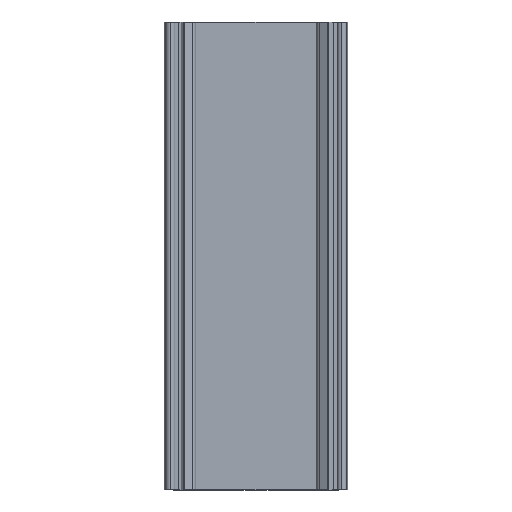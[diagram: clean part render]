
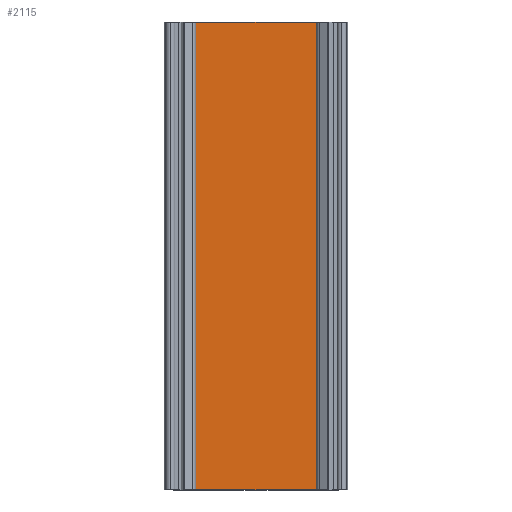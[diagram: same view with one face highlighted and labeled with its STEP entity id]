
A CAD part, top view. The second image highlights one B-rep face of the part: STEP entity #2115.
In plain terms, the highlighted planar face has unit normal (0, 0, 1).
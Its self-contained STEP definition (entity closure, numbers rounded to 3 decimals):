
#20 = DIRECTION ( 'NONE',  ( 1., 0., 0. ) ) ;
#113 = EDGE_CURVE ( 'NONE', #1228, #893, #1020, .T. ) ;
#131 = EDGE_CURVE ( 'NONE', #893, #420, #1692, .T. ) ;
#192 = VECTOR ( 'NONE', #1643, 1000. ) ;
#196 = EDGE_LOOP ( 'NONE', ( #926, #347, #1097, #2279 ) ) ;
#262 = CARTESIAN_POINT ( 'NONE',  ( -27.948, 0., 2.5 ) ) ;
#286 = VERTEX_POINT ( 'NONE', #1482 ) ;
#319 = FACE_OUTER_BOUND ( 'NONE', #196, .T. ) ;
#347 = ORIENTED_EDGE ( 'NONE', *, *, #976, .T. ) ;
#350 = CARTESIAN_POINT ( 'NONE',  ( 27.948, 0., 2.5 ) ) ;
#420 = VERTEX_POINT ( 'NONE', #2395 ) ;
#426 = CARTESIAN_POINT ( 'NONE',  ( -27.948, 0., 2.5 ) ) ;
#455 = AXIS2_PLACEMENT_3D ( 'NONE', #490, #505, #2272 ) ;
#490 = CARTESIAN_POINT ( 'NONE',  ( -27.948, 0., 2.5 ) ) ;
#505 = DIRECTION ( 'NONE',  ( 0., 0., 1. ) ) ;
#514 = VECTOR ( 'NONE', #20, 1000. ) ;
#653 = CARTESIAN_POINT ( 'NONE',  ( -27.948, 200., 2.5 ) ) ;
#764 = LINE ( 'NONE', #350, #2130 ) ;
#819 = LINE ( 'NONE', #426, #514 ) ;
#843 = DIRECTION ( 'NONE',  ( 0., -1., 0. ) ) ;
#881 = PLANE ( 'NONE',  #455 ) ;
#893 = VERTEX_POINT ( 'NONE', #1741 ) ;
#926 = ORIENTED_EDGE ( 'NONE', *, *, #2464, .T. ) ;
#976 = EDGE_CURVE ( 'NONE', #286, #1228, #764, .T. ) ;
#1020 = LINE ( 'NONE', #653, #192 ) ;
#1097 = ORIENTED_EDGE ( 'NONE', *, *, #113, .T. ) ;
#1169 = VECTOR ( 'NONE', #843, 1000. ) ;
#1228 = VERTEX_POINT ( 'NONE', #2168 ) ;
#1482 = CARTESIAN_POINT ( 'NONE',  ( 27.948, 0., 2.5 ) ) ;
#1643 = DIRECTION ( 'NONE',  ( -1., 0., 0. ) ) ;
#1692 = LINE ( 'NONE', #262, #1169 ) ;
#1727 = DIRECTION ( 'NONE',  ( 0., 1., 0. ) ) ;
#1741 = CARTESIAN_POINT ( 'NONE',  ( -27.948, 200., 2.5 ) ) ;
#2115 = ADVANCED_FACE ( 'NONE', ( #319 ), #881, .T. ) ;
#2130 = VECTOR ( 'NONE', #1727, 1000. ) ;
#2168 = CARTESIAN_POINT ( 'NONE',  ( 27.948, 200., 2.5 ) ) ;
#2272 = DIRECTION ( 'NONE',  ( 1., 0., 0. ) ) ;
#2279 = ORIENTED_EDGE ( 'NONE', *, *, #131, .T. ) ;
#2395 = CARTESIAN_POINT ( 'NONE',  ( -27.948, 0., 2.5 ) ) ;
#2464 = EDGE_CURVE ( 'NONE', #420, #286, #819, .T. ) ;
